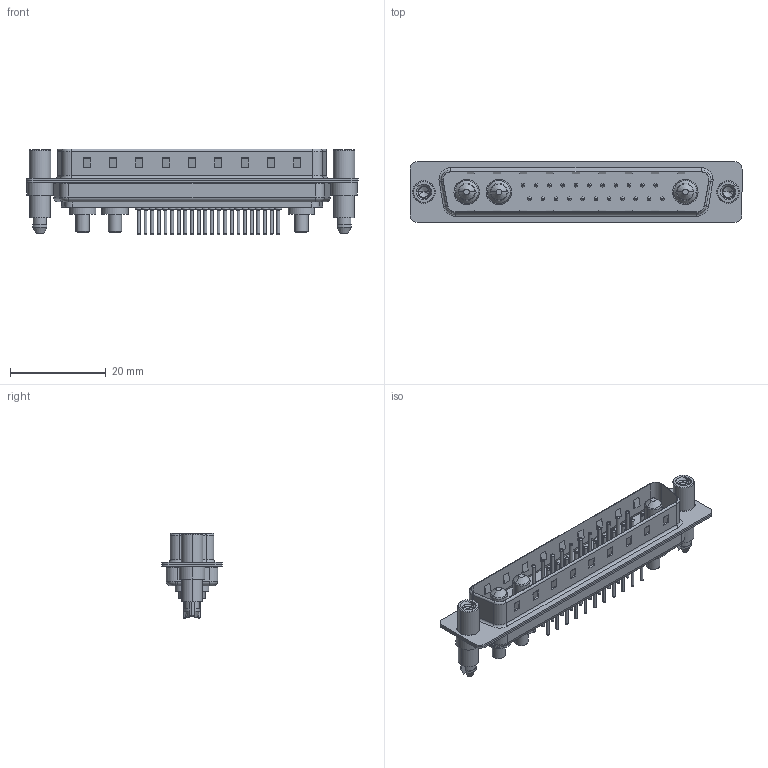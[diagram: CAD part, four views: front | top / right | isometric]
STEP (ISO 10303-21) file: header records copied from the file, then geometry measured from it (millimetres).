
FILE_DESCRIPTION (( 'STEP AP203' ), '1' );
FILE_NAME ('627-25W3624-2T6.STEP', '2019-05-29T22:07:25', ( '' ), ( '' ), 'SwSTEP 2.0', 'SolidWorks 2016', '' );
FILE_SCHEMA (( 'CONFIG_CONTROL_DESIGN' ));
Length unit declared in the file: millimetre
Products named in the file (8): 627Combo Shell Front_37 Contacts; 627Combo Threaded Standoff and Boardlock_6; Power Pin_20A S; 627Combo Contact Row 1_24; 627Combo Contact Row 2_24; 627-25W3624-2T6; 627Combo Housing_25W3; 627Combo Shell Rear_37 Contacts
Assembly tree (30 placements, depth 2):
  627-25W3624-2T6
    627Combo Housing_25W3
    627Combo Shell Rear_37 Contacts
    627Combo Shell Front_37 Contacts
    627Combo Threaded Standoff and Boardlock_6  x2
    Power Pin_20A S  x3
    627Combo Contact Row 1_24  x11
    627Combo Contact Row 2_24  x11
Bounding box: 69.3 x 12.6 x 17.9 mm (x, y, z)
Volume: 4311.9 mm3; surface area: 9649.7 mm2
Topology: 33 solids, 33 shells, 1398 faces, 3068 edges, 1872 vertices
Faces by surface type: cylinder 534, torus 408, plane 405, cone 39, bspline 12
Entity records: 22963 total; most frequent: CARTESIAN_POINT 4698, DIRECTION 3758, ORIENTED_EDGE 3306, EDGE_CURVE 1653, AXIS2_PLACEMENT_3D 1456, VERTEX_POINT 1051, EDGE_LOOP 858, VECTOR 846
